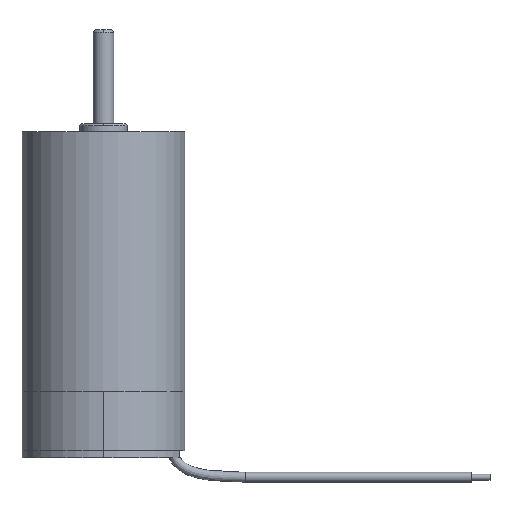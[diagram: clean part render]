
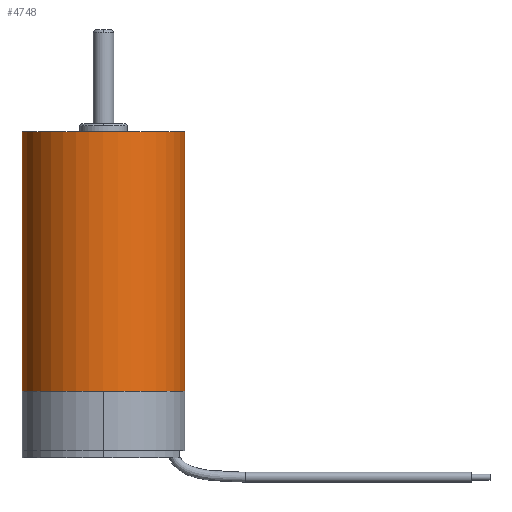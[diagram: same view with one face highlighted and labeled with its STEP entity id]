
A CAD part, left-side view. The second image highlights one B-rep face of the part: STEP entity #4748.
In plain terms, the highlighted cylindrical face has radius 8 mm (diameter 16 mm), a partial arc.
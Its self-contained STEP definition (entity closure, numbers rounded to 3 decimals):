
#37 = VERTEX_POINT ( 'NONE', #164 ) ;
#82 = AXIS2_PLACEMENT_3D ( 'NONE', #3015, #4213, #1435 ) ;
#88 = DIRECTION ( 'NONE',  ( 0., -1., 0. ) ) ;
#164 = CARTESIAN_POINT ( 'NONE',  ( 0., -8., -0.5 ) ) ;
#215 = CIRCLE ( 'NONE', #1833, 8. ) ;
#285 = EDGE_CURVE ( 'NONE', #1771, #1582, #215, .T. ) ;
#294 = EDGE_CURVE ( 'NONE', #37, #1771, #5143, .T. ) ;
#366 = DIRECTION ( 'NONE',  ( 0., 0., 1. ) ) ;
#517 = EDGE_CURVE ( 'NONE', #3656, #1582, #1861, .T. ) ;
#527 = DIRECTION ( 'NONE',  ( 0., 0., 1. ) ) ;
#687 = DIRECTION ( 'NONE',  ( 0., 1., 0. ) ) ;
#722 = ORIENTED_EDGE ( 'NONE', *, *, #285, .T. ) ;
#829 = DIRECTION ( 'NONE',  ( 0., 0., -1. ) ) ;
#1193 = CARTESIAN_POINT ( 'NONE',  ( 0., 8., 25. ) ) ;
#1435 = DIRECTION ( 'NONE',  ( 0., 1., 0. ) ) ;
#1489 = VECTOR ( 'NONE', #527, 1000. ) ;
#1492 = CARTESIAN_POINT ( 'NONE',  ( 0., -8., 6.5 ) ) ;
#1582 = VERTEX_POINT ( 'NONE', #1193 ) ;
#1654 = FACE_OUTER_BOUND ( 'NONE', #4248, .T. ) ;
#1727 = EDGE_CURVE ( 'NONE', #37, #3656, #2377, .T. ) ;
#1771 = VERTEX_POINT ( 'NONE', #2161 ) ;
#1833 = AXIS2_PLACEMENT_3D ( 'NONE', #4344, #3517, #687 ) ;
#1861 = LINE ( 'NONE', #4212, #1489 ) ;
#1973 = CARTESIAN_POINT ( 'NONE',  ( 0., 8., -0.5 ) ) ;
#2161 = CARTESIAN_POINT ( 'NONE',  ( 0., -8., 25. ) ) ;
#2238 = ORIENTED_EDGE ( 'NONE', *, *, #1727, .F. ) ;
#2377 = CIRCLE ( 'NONE', #82, 8. ) ;
#2450 = ORIENTED_EDGE ( 'NONE', *, *, #517, .F. ) ;
#2521 = VECTOR ( 'NONE', #366, 1000. ) ;
#2573 = CYLINDRICAL_SURFACE ( 'NONE', #2937, 8. ) ;
#2937 = AXIS2_PLACEMENT_3D ( 'NONE', #2943, #829, #88 ) ;
#2943 = CARTESIAN_POINT ( 'NONE',  ( 0., 0., 6.5 ) ) ;
#3015 = CARTESIAN_POINT ( 'NONE',  ( 0., 0., -0.5 ) ) ;
#3517 = DIRECTION ( 'NONE',  ( 0., 0., -1. ) ) ;
#3656 = VERTEX_POINT ( 'NONE', #1973 ) ;
#3682 = ORIENTED_EDGE ( 'NONE', *, *, #294, .T. ) ;
#4212 = CARTESIAN_POINT ( 'NONE',  ( 0., 8., 6.5 ) ) ;
#4213 = DIRECTION ( 'NONE',  ( 0., 0., -1. ) ) ;
#4248 = EDGE_LOOP ( 'NONE', ( #3682, #722, #2450, #2238 ) ) ;
#4344 = CARTESIAN_POINT ( 'NONE',  ( 0., 0., 25. ) ) ;
#4748 = ADVANCED_FACE ( 'NONE', ( #1654 ), #2573, .T. ) ;
#5143 = LINE ( 'NONE', #1492, #2521 ) ;
